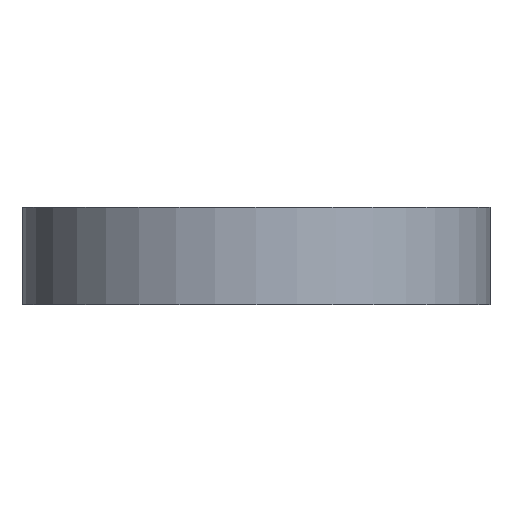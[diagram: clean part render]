
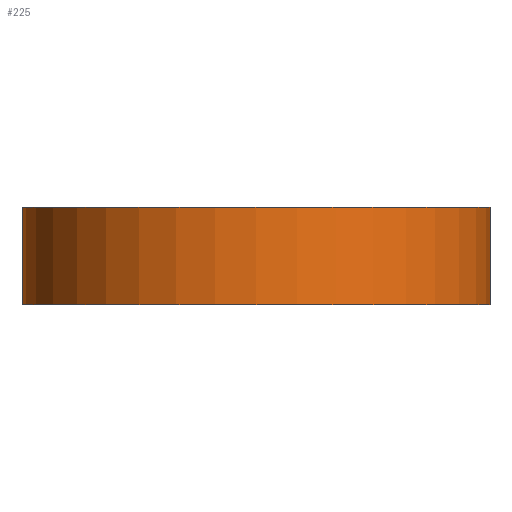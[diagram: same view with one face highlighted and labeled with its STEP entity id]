
A CAD part, front view. The second image highlights one B-rep face of the part: STEP entity #225.
In plain terms, the highlighted cylindrical face has radius 6 mm (diameter 12 mm), a partial arc.
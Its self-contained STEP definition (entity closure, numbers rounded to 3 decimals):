
#1=CARTESIAN_POINT('',(0.,-44.,0.));
#2=DIRECTION('',(0.,0.,1.));
#3=DIRECTION('',(-1.,0.,0.));
#4=AXIS2_PLACEMENT_3D('',#1,#2,#3);
#49=CARTESIAN_POINT('',(0.,-44.,2.5));
#50=DIRECTION('',(0.,0.,-1.));
#51=DIRECTION('',(1.,0.,0.));
#52=AXIS2_PLACEMENT_3D('',#49,#50,#51);
#97=DIRECTION('',(0.,0.,-1.));
#98=VECTOR('',#97,2.5);
#99=CARTESIAN_POINT('',(-6.,-44.,2.5));
#100=LINE('',#99,#98);
#105=DIRECTION('',(0.,0.,-1.));
#106=VECTOR('',#105,2.5);
#107=CARTESIAN_POINT('',(6.,-44.,2.5));
#108=LINE('',#107,#106);
#137=CARTESIAN_POINT('',(6.,-44.,2.5));
#138=CARTESIAN_POINT('',(-6.,-44.,2.5));
#139=VERTEX_POINT('',#137);
#140=VERTEX_POINT('',#138);
#141=CARTESIAN_POINT('',(6.,-44.,0.));
#142=VERTEX_POINT('',#141);
#143=CARTESIAN_POINT('',(-6.,-44.,0.));
#144=VERTEX_POINT('',#143);
#211=CARTESIAN_POINT('',(0.,-44.,9.967));
#212=DIRECTION('',(0.,0.,-1.));
#213=DIRECTION('',(0.,-1.,0.));
#214=AXIS2_PLACEMENT_3D('',#211,#212,#213);
#215=CYLINDRICAL_SURFACE('',#214,6.);
#217=ORIENTED_EDGE('',*,*,#216,.F.);
#219=ORIENTED_EDGE('',*,*,#218,.T.);
#220=ORIENTED_EDGE('',*,*,#182,.F.);
#222=ORIENTED_EDGE('',*,*,#221,.F.);
#223=EDGE_LOOP('',(#217,#219,#220,#222));
#224=FACE_OUTER_BOUND('',#223,.F.);
#225=ADVANCED_FACE('',(#224),#215,.T.);
#5=CIRCLE('',#4,6.);
#53=CIRCLE('',#52,6.);
#182=EDGE_CURVE('',#144,#142,#5,.T.);
#216=EDGE_CURVE('',#139,#140,#53,.T.);
#218=EDGE_CURVE('',#139,#142,#108,.T.);
#221=EDGE_CURVE('',#140,#144,#100,.T.);
